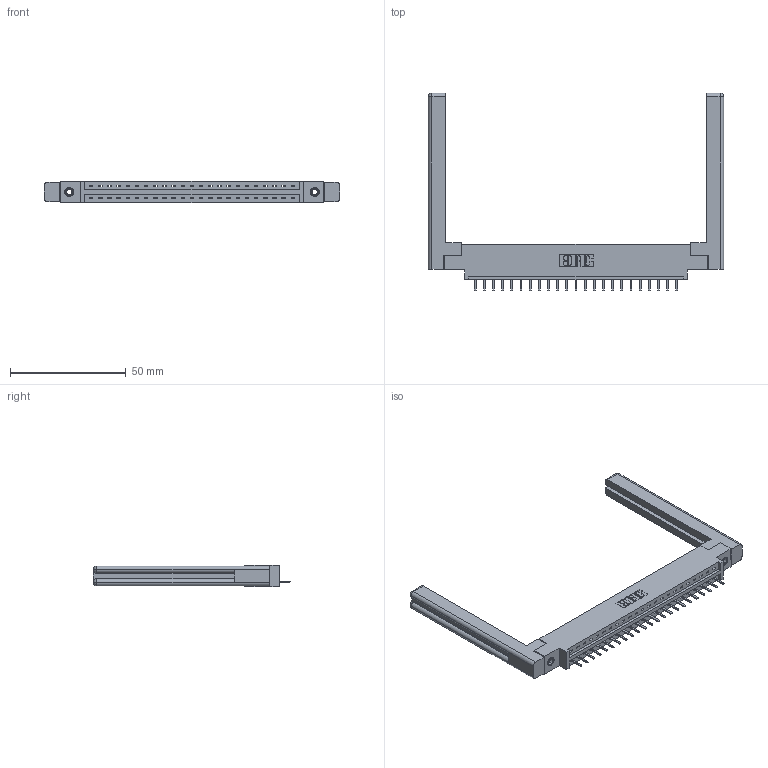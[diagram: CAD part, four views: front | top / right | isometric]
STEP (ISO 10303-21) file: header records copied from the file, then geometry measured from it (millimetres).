
FILE_DESCRIPTION (( 'STEP AP203' ), '1' );
FILE_NAME ('387-023-520-658.STEP', '2019-10-03T02:16:18', ( '' ), ( '' ), 'SwSTEP 2.0', 'SolidWorks 2016', '' );
FILE_SCHEMA (( 'CONFIG_CONTROL_DESIGN' ));
Length unit declared in the file: inch
Products named in the file (5): 337 Part_0.170 Offset - 0.156 Dia-TI; 307-220-058; 387-023-520-658; 345-250-001_345-250-001-102; 345-292-001_345-293-120
Assembly tree (28 placements, depth 2):
  387-023-520-658
    337 Part_0.170 Offset - 0.156 Dia-TI
    345-292-001_345-293-120  x23
    345-250-001_345-250-001-102  x2
    307-220-058  x2
Bounding box: 127.76 x 85.43 x 9.4 mm (x, y, z)
Volume: 20019.4 mm3; surface area: 18252 mm2
Topology: 28 solids, 28 shells, 1778 faces, 5185 edges, 3382 vertices
Faces by surface type: plane 1262, cylinder 492, cone 12, torus 12
Entity records: 22434 total; most frequent: CARTESIAN_POINT 3918, ORIENTED_EDGE 3804, DIRECTION 3344, EDGE_CURVE 1902, LINE 1722, VECTOR 1722, VERTEX_POINT 1258, AXIS2_PLACEMENT_3D 811
